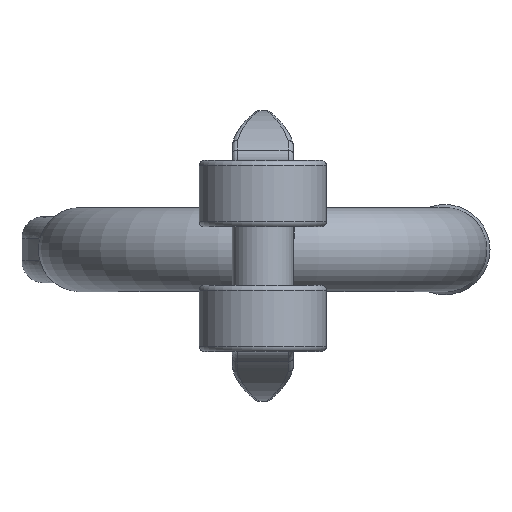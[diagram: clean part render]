
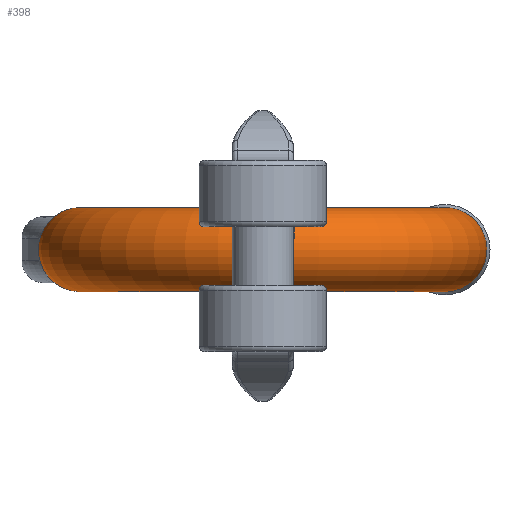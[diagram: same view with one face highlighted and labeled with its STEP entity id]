
A CAD part, front view. The second image highlights one B-rep face of the part: STEP entity #398.
In plain terms, the highlighted toroidal (fillet/blend) face has major radius 71.5 mm and minor radius 16.5 mm.
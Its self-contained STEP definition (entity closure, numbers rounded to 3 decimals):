
#316=TOROIDAL_SURFACE('',#5748,71.5,16.5);
#346=FACE_BOUND('',#1054,.T.);
#347=FACE_BOUND('',#1055,.T.);
#398=ADVANCED_FACE('',(#346,#347),#316,.T.);
#1054=EDGE_LOOP('',(#2060));
#1055=EDGE_LOOP('',(#2061,#2062,#2063,#2064,#2065,#2066));
#1412=CIRCLE('',#5743,16.5);
#1413=CIRCLE('',#5746,16.5);
#1414=CIRCLE('',#5747,16.5);
#1545=B_SPLINE_CURVE_WITH_KNOTS('',3,(#7199,#7200,#7201,#7202),.UNSPECIFIED.,
.F.,.F.,(4,4),(0.,1.),.UNSPECIFIED.);
#1546=B_SPLINE_CURVE_WITH_KNOTS('',3,(#7205,#7206,#7207,#7208),.UNSPECIFIED.,
.F.,.F.,(4,4),(0.,1.),.UNSPECIFIED.);
#1547=B_SPLINE_CURVE_WITH_KNOTS('',3,(#7209,#7210,#7211,#7212),.UNSPECIFIED.,
.F.,.F.,(4,4),(0.,1.),.UNSPECIFIED.);
#1548=B_SPLINE_CURVE_WITH_KNOTS('',3,(#7214,#7215,#7216,#7217),.UNSPECIFIED.,
.F.,.F.,(4,4),(0.,1.),.UNSPECIFIED.);
#2060=ORIENTED_EDGE('',*,*,#4228,.F.);
#2061=ORIENTED_EDGE('',*,*,#4229,.T.);
#2062=ORIENTED_EDGE('',*,*,#4230,.T.);
#2063=ORIENTED_EDGE('',*,*,#4225,.T.);
#2064=ORIENTED_EDGE('',*,*,#4231,.T.);
#2065=ORIENTED_EDGE('',*,*,#4232,.T.);
#2066=ORIENTED_EDGE('',*,*,#4233,.T.);
#3691=VERTEX_POINT('',#7178);
#3692=VERTEX_POINT('',#7180);
#3694=VERTEX_POINT('',#7198);
#3695=VERTEX_POINT('',#7203);
#3696=VERTEX_POINT('',#7204);
#3697=VERTEX_POINT('',#7213);
#3698=VERTEX_POINT('',#7218);
#4225=EDGE_CURVE('',#3692,#3691,#1412,.T.);
#4228=EDGE_CURVE('',#3694,#3694,#1413,.T.);
#4229=EDGE_CURVE('',#3695,#3696,#1545,.T.);
#4230=EDGE_CURVE('',#3696,#3692,#1546,.T.);
#4231=EDGE_CURVE('',#3691,#3697,#1547,.T.);
#4232=EDGE_CURVE('',#3697,#3698,#1548,.T.);
#4233=EDGE_CURVE('',#3698,#3695,#1414,.T.);
#5743=AXIS2_PLACEMENT_3D('',#7179,#6054,#6055);
#5746=AXIS2_PLACEMENT_3D('',#7197,#6060,#6061);
#5747=AXIS2_PLACEMENT_3D('',#7219,#6062,#6063);
#5748=AXIS2_PLACEMENT_3D('',#7220,#6064,#6065);
#6054=DIRECTION('',(0.,-1.,0.));
#6055=DIRECTION('',(1.,0.,0.));
#6060=DIRECTION('',(0.,1.,0.));
#6061=DIRECTION('',(-1.,0.,0.));
#6062=DIRECTION('',(0.,-1.,0.));
#6063=DIRECTION('',(1.,0.,0.));
#6064=DIRECTION('',(0.,0.,1.));
#6065=DIRECTION('',(1.,0.,0.));
#7178=CARTESIAN_POINT('',(-74.998,-45.,-16.125));
#7179=CARTESIAN_POINT('',(-71.5,-45.,0.));
#7180=CARTESIAN_POINT('',(-74.998,-45.,16.125));
#7197=CARTESIAN_POINT('',(71.5,-45.,0.));
#7198=CARTESIAN_POINT('',(55.,-45.,0.));
#7199=CARTESIAN_POINT('',(-68.002,-45.,16.125));
#7200=CARTESIAN_POINT('',(-69.142,-45.247,16.372));
#7201=CARTESIAN_POINT('',(-70.307,-45.375,16.5));
#7202=CARTESIAN_POINT('',(-71.499,-45.375,16.5));
#7203=CARTESIAN_POINT('',(-68.002,-45.,16.125));
#7204=CARTESIAN_POINT('',(-71.499,-45.375,16.5));
#7205=CARTESIAN_POINT('',(-71.499,-45.375,16.5));
#7206=CARTESIAN_POINT('',(-72.692,-45.375,16.5));
#7207=CARTESIAN_POINT('',(-73.858,-45.247,16.372));
#7208=CARTESIAN_POINT('',(-74.998,-45.,16.125));
#7209=CARTESIAN_POINT('',(-74.998,-45.,-16.125));
#7210=CARTESIAN_POINT('',(-73.858,-45.247,-16.372));
#7211=CARTESIAN_POINT('',(-72.692,-45.375,-16.5));
#7212=CARTESIAN_POINT('',(-71.499,-45.375,-16.5));
#7213=CARTESIAN_POINT('',(-71.499,-45.375,-16.5));
#7214=CARTESIAN_POINT('',(-71.499,-45.375,-16.5));
#7215=CARTESIAN_POINT('',(-70.307,-45.375,-16.5));
#7216=CARTESIAN_POINT('',(-69.142,-45.247,-16.372));
#7217=CARTESIAN_POINT('',(-68.002,-45.,-16.125));
#7218=CARTESIAN_POINT('',(-68.002,-45.,-16.125));
#7219=CARTESIAN_POINT('',(-71.5,-45.,0.));
#7220=CARTESIAN_POINT('',(0.,-45.,0.));
